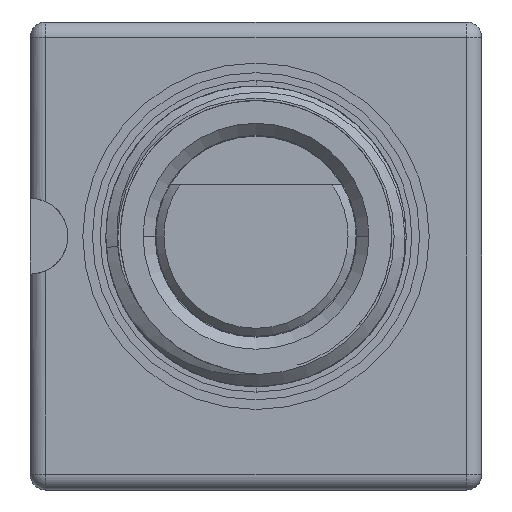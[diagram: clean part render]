
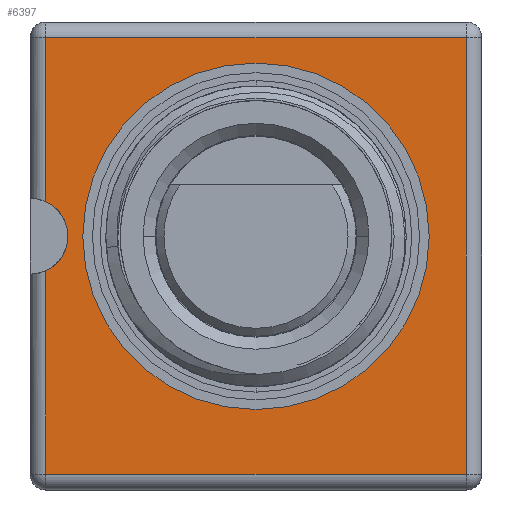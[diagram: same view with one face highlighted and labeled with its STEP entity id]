
A CAD part, front view. The second image highlights one B-rep face of the part: STEP entity #6397.
In plain terms, the highlighted face is planar.
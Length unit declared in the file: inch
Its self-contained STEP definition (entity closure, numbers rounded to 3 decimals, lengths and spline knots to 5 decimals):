
#2=CARTESIAN_POINT('',(0.,0.381,0.));
#3=DIRECTION('',(0.,1.,0.));
#4=DIRECTION('',(1.,0.,0.));
#5=AXIS2_PLACEMENT_3D('',#2,#3,#4);
#7=CARTESIAN_POINT('',(0.,0.381,0.));
#8=DIRECTION('',(0.,1.,0.));
#9=DIRECTION('',(-1.,0.,0.));
#10=AXIS2_PLACEMENT_3D('',#7,#8,#9);
#12=CARTESIAN_POINT('',(-0.2805,0.381,0.));
#13=DIRECTION('',(0.,1.,0.));
#14=DIRECTION('',(0.419,0.,0.908));
#15=AXIS2_PLACEMENT_3D('',#12,#13,#14);
#3827=CARTESIAN_POINT('',(-0.26081,0.381,0.04268));
#3829=DIRECTION('',(0.,0.,1.));
#3830=VECTOR('',#3829,0.25264);
#3831=CARTESIAN_POINT('',(-0.26081,0.381,0.04268));
#3832=LINE('',#3831,#3830);
#3837=CARTESIAN_POINT('',(-0.26081,0.381,-0.04268));
#3853=DIRECTION('',(0.,0.,1.));
#3854=VECTOR('',#3853,0.20364);
#3855=CARTESIAN_POINT('',(-0.26081,0.381,-0.24631));
#3856=LINE('',#3855,#3854);
#3948=DIRECTION('',(1.,0.,0.));
#3949=VECTOR('',#3948,0.52163);
#3950=CARTESIAN_POINT('',(-0.26081,0.381,0.29531));
#3951=LINE('',#3950,#3949);
#3971=DIRECTION('',(0.,0.,-1.));
#3972=VECTOR('',#3971,0.54163);
#3973=CARTESIAN_POINT('',(0.26081,0.381,0.29531));
#3974=LINE('',#3973,#3972);
#4335=DIRECTION('',(-1.,0.,0.));
#4336=VECTOR('',#4335,0.52163);
#4337=CARTESIAN_POINT('',(0.26081,0.381,-0.24631));
#4338=LINE('',#4337,#4336);
#4896=CARTESIAN_POINT('',(0.26081,0.381,-0.24631));
#4897=CARTESIAN_POINT('',(-0.26081,0.381,-0.24631));
#4898=VERTEX_POINT('',#4896);
#4899=VERTEX_POINT('',#4897);
#4900=CARTESIAN_POINT('',(0.26081,0.381,0.29531));
#4901=VERTEX_POINT('',#4900);
#4902=CARTESIAN_POINT('',(-0.26081,0.381,0.29531));
#4903=VERTEX_POINT('',#4902);
#4904=CARTESIAN_POINT('',(0.215,0.381,0.));
#4905=CARTESIAN_POINT('',(-0.215,0.381,0.));
#4906=VERTEX_POINT('',#4904);
#4907=VERTEX_POINT('',#4905);
#6369=VERTEX_POINT('',#3827);
#6370=VERTEX_POINT('',#3837);
#6372=CARTESIAN_POINT('',(0.,0.381,0.));
#6373=DIRECTION('',(0.,1.,0.));
#6374=DIRECTION('',(1.,0.,0.));
#6375=AXIS2_PLACEMENT_3D('',#6372,#6373,#6374);
#6376=PLANE('',#6375);
#6378=ORIENTED_EDGE('',*,*,#6377,.T.);
#6380=ORIENTED_EDGE('',*,*,#6379,.F.);
#6382=ORIENTED_EDGE('',*,*,#6381,.F.);
#6384=ORIENTED_EDGE('',*,*,#6383,.F.);
#6386=ORIENTED_EDGE('',*,*,#6385,.F.);
#6388=ORIENTED_EDGE('',*,*,#6387,.F.);
#6389=EDGE_LOOP('',(#6378,#6380,#6382,#6384,#6386,#6388));
#6390=FACE_OUTER_BOUND('',#6389,.F.);
#6392=ORIENTED_EDGE('',*,*,#6391,.T.);
#6394=ORIENTED_EDGE('',*,*,#6393,.T.);
#6395=EDGE_LOOP('',(#6392,#6394));
#6396=FACE_BOUND('',#6395,.F.);
#6397=ADVANCED_FACE('',(#6390,#6396),#6376,.T.);
#6=CIRCLE('',#5,0.215);
#11=CIRCLE('',#10,0.215);
#16=CIRCLE('',#15,0.047);
#6377=EDGE_CURVE('',#6369,#6370,#16,.T.);
#6379=EDGE_CURVE('',#4899,#6370,#3856,.T.);
#6381=EDGE_CURVE('',#4898,#4899,#4338,.T.);
#6383=EDGE_CURVE('',#4901,#4898,#3974,.T.);
#6385=EDGE_CURVE('',#4903,#4901,#3951,.T.);
#6387=EDGE_CURVE('',#6369,#4903,#3832,.T.);
#6391=EDGE_CURVE('',#4906,#4907,#6,.T.);
#6393=EDGE_CURVE('',#4907,#4906,#11,.T.);
